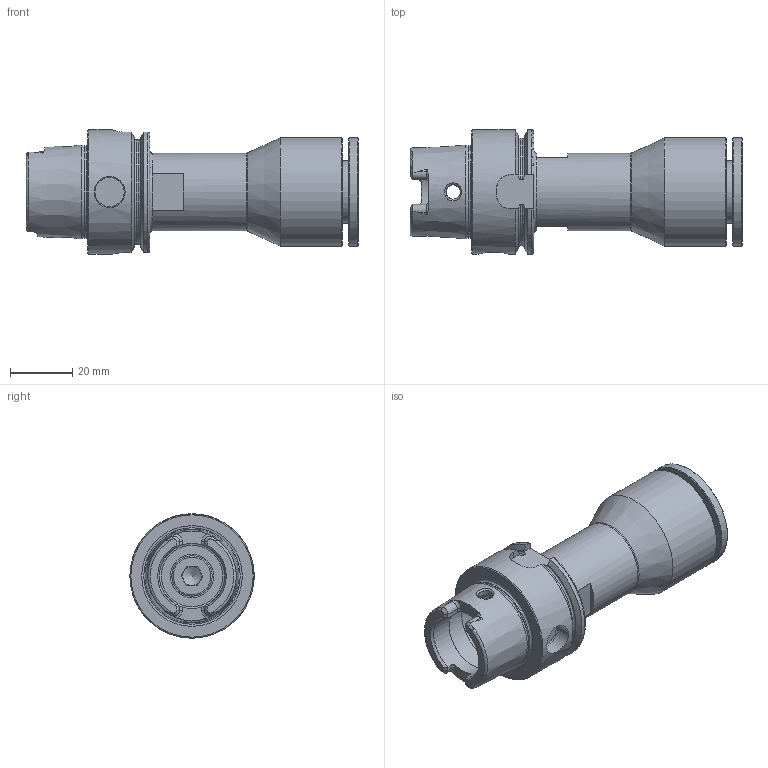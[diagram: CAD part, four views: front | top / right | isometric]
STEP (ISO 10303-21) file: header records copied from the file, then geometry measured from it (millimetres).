
FILE_DESCRIPTION (( 'STEP AP214' ), '1' );
FILE_NAME ('HA4.So2.035.082.STEP', '2020-08-13T11:52:52', ( '' ), ( '' ), 'SwSTEP 2.0', 'SolidWorks 2017', '' );
FILE_SCHEMA (( 'AUTOMOTIVE_DESIGN' ));
Length unit declared in the file: millimetre
Products named in the file (5): HA4-ER3.020.020_A; ISO 4762 - M8 x 55_PreviewCfg; HA4.So2.035.082; HA4-ER3.035.082_A; HA4-So2.035.082_A_Fertigbearbeitung
Assembly tree (4 placements, depth 2):
  HA4.So2.035.082
    ISO 4762 - M8 x 55_PreviewCfg
    HA4-So2.035.082_A_Fertigbearbeitung
    HA4-ER3.035.082_A
    HA4-ER3.020.020_A
Bounding box: 106.9 x 40 x 40 mm (x, y, z)
Volume: 68647.1 mm3; surface area: 26061 mm2
Topology: 4 solids, 4 shells, 190 faces, 460 edges, 284 vertices
Faces by surface type: plane 83, cylinder 41, cone 34, torus 30, bspline 2
Full cylindrical faces by diameter (mm): 4.6 x2, 6.8 x1, 8 x1, 8.5 x1, 10 x1, 13 x1, 14 x1, 15 x2, 20 x2, 21 x3, 25 x1, 25.5 x1, 29.707 x1, 35 x2, 40 x1
Entity records: 7484 total; most frequent: CARTESIAN_POINT 2270, DIRECTION 839, ORIENTED_EDGE 772, EDGE_CURVE 386, AXIS2_PLACEMENT_3D 347, VERTEX_POINT 270, EDGE_LOOP 264, FACE_OUTER_BOUND 228
